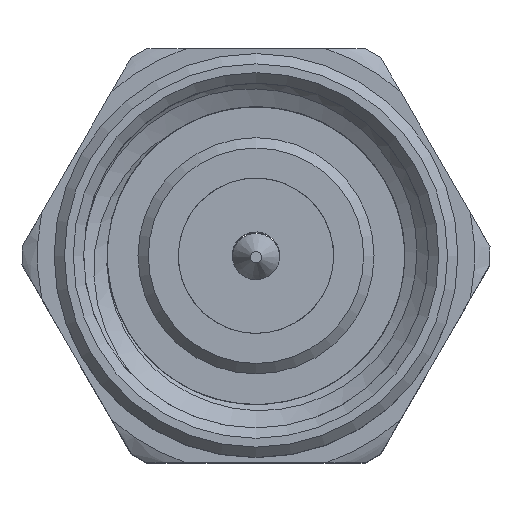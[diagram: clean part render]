
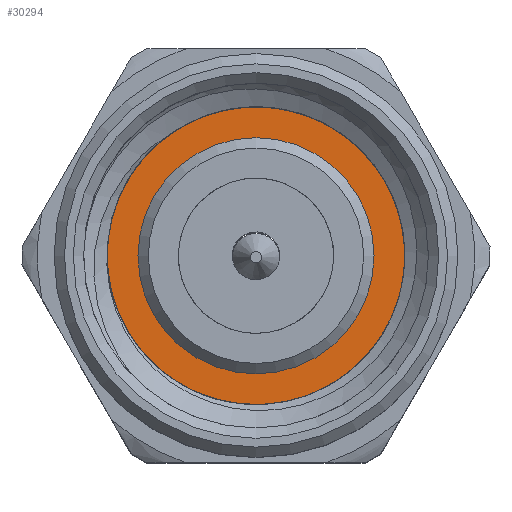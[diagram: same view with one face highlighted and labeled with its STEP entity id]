
A CAD part, top view. The second image highlights one B-rep face of the part: STEP entity #30294.
In plain terms, the highlighted face is planar.
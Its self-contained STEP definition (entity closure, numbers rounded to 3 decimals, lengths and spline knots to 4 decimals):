
#6440=PLANE('',#31036);
#15525=ORIENTED_EDGE('',*,*,#20225,.T.);
#15526=ORIENTED_EDGE('',*,*,#20227,.F.);
#20225=EDGE_CURVE('',#22619,#22619,#22784,.T.);
#20227=EDGE_CURVE('',#22621,#22621,#22786,.T.);
#22619=VERTEX_POINT('',#110371);
#22621=VERTEX_POINT('',#110376);
#22784=CIRCLE('',#31031,2.25);
#22786=CIRCLE('',#31034,3.);
#25123=EDGE_LOOP('',(#15525));
#25124=EDGE_LOOP('',(#15526));
#27496=FACE_BOUND('',#25123,.T.);
#27497=FACE_BOUND('',#25124,.T.);
#30294=ADVANCED_FACE('',(#27496,#27497),#6440,.F.);
#31031=AXIS2_PLACEMENT_3D('',#110370,#32377,#32378);
#31034=AXIS2_PLACEMENT_3D('',#110375,#32383,#32384);
#31036=AXIS2_PLACEMENT_3D('',#110378,#32387,#32388);
#32377=DIRECTION('',(0.,1.,0.));
#32378=DIRECTION('',(1.,0.,0.));
#32383=DIRECTION('',(0.,1.,0.));
#32384=DIRECTION('',(1.,0.,0.));
#32387=DIRECTION('',(0.,1.,0.));
#32388=DIRECTION('',(0.,0.,1.));
#110370=CARTESIAN_POINT('',(0.,0.,0.));
#110371=CARTESIAN_POINT('',(2.25,0.,0.));
#110375=CARTESIAN_POINT('',(0.,0.,0.));
#110376=CARTESIAN_POINT('',(3.,0.,0.));
#110378=CARTESIAN_POINT('',(0.,0.,0.));
